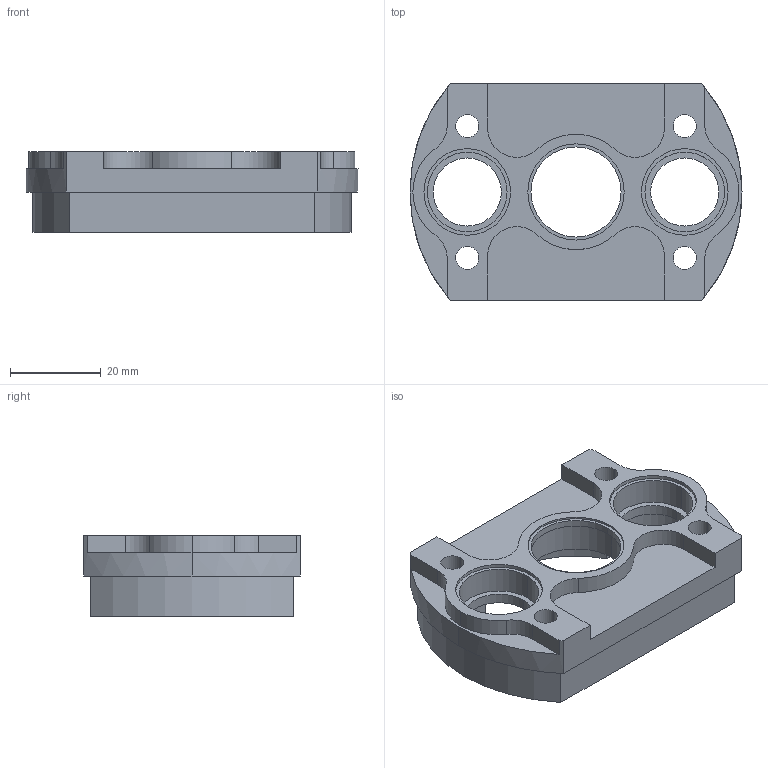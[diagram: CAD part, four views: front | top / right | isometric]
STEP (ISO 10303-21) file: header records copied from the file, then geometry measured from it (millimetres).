
FILE_DESCRIPTION (( 'STEP AP214' ), '1' );
FILE_NAME ('am-3986 back plate.step', '2019-01-17T14:14:07', ( '' ), ( '' ), 'SwSTEP 2.0', 'SolidWorks 2017', '' );
FILE_SCHEMA (( 'AUTOMOTIVE_DESIGN' ));
Length unit declared in the file: inch
Products named in the file (1): am-3986 back plate
Bounding box: 73.03 x 47.62 x 17.78 mm (x, y, z)
Volume: 23323.1 mm3; surface area: 13658.5 mm2
Topology: 1 solids, 1 shells, 112 faces, 290 edges, 184 vertices
Faces by surface type: cylinder 66, plane 30, cone 16
Entity records: 4938 total; most frequent: DIRECTION 652, CARTESIAN_POINT 579, ORIENTED_EDGE 564, EDGE_CURVE 282, AXIS2_PLACEMENT_3D 257, VERTEX_POINT 184, CIRCLE 144, LINE 138
